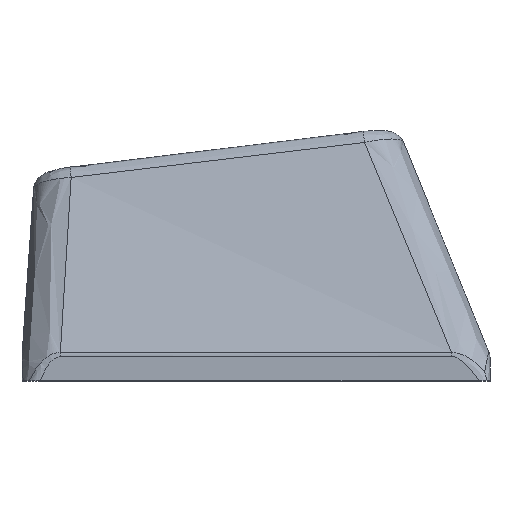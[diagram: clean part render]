
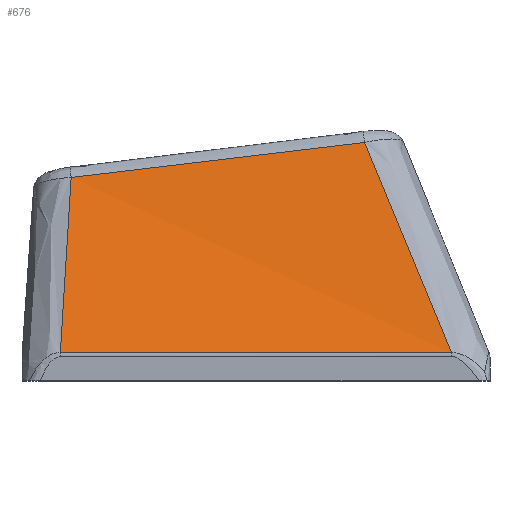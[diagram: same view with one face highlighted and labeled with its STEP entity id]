
A CAD part, top view. The second image highlights one B-rep face of the part: STEP entity #676.
In plain terms, the highlighted free-form (B-spline) face has degree [3, 1] with [6, 2] control points.
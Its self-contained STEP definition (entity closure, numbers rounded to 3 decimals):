
#601=CARTESIAN_POINT('',(-7.11,6.818,6.672));
#602=VERTEX_POINT('',#601);
#603=CARTESIAN_POINT('',(-7.525,0.079,8.973));
#604=VERTEX_POINT('',#603);
#605=CARTESIAN_POINT('',(-7.11,6.818,6.672));
#606=CARTESIAN_POINT('',(-7.111,6.801,6.678));
#607=CARTESIAN_POINT('',(-7.112,6.785,6.684));
#608=CARTESIAN_POINT('',(-7.183,5.59,7.089));
#609=CARTESIAN_POINT('',(-7.255,4.411,7.491));
#610=CARTESIAN_POINT('',(-7.376,2.448,8.162));
#611=CARTESIAN_POINT('',(-7.425,1.662,8.43));
#612=CARTESIAN_POINT('',(-7.492,0.611,8.791));
#613=CARTESIAN_POINT('',(-7.508,0.345,8.882));
#614=CARTESIAN_POINT('',(-7.525,0.079,8.973));
#615=B_SPLINE_CURVE_WITH_KNOTS('',3,(#605,#606,#607,#608,#609,#610,#611,#612,#613,#614),.UNSPECIFIED.,.F.,.U.,
 (4,2,2,2,4),(0.0,0.007,0.532,0.881,1.0),.UNSPECIFIED.);
#616=EDGE_CURVE('n� 2356',#602,#604,#615,.T.);
#617=ORIENTED_EDGE('',*,*,#616,.T.);
#618=CARTESIAN_POINT('',(7.521,0.068,8.981));
#619=VERTEX_POINT('',#618);
#620=CARTESIAN_POINT('',(-7.525,0.079,8.973));
#621=CARTESIAN_POINT('',(-5.872,0.077,8.974));
#622=CARTESIAN_POINT('',(-4.219,0.076,8.975));
#623=CARTESIAN_POINT('',(-0.885,0.073,8.977));
#624=CARTESIAN_POINT('',(0.796,0.072,8.978));
#625=CARTESIAN_POINT('',(4.158,0.07,8.979));
#626=CARTESIAN_POINT('',(5.84,0.069,8.98));
#627=CARTESIAN_POINT('',(7.521,0.068,8.981));
#628=B_SPLINE_CURVE_WITH_KNOTS('',3,(#620,#621,#622,#623,#624,#625,#626,#627),.UNSPECIFIED.,.F.,.U.,
 (4,2,2,4),(0.0,0.33,0.665,1.0),.UNSPECIFIED.);
#629=EDGE_CURVE('n� 2927',#604,#619,#628,.T.);
#630=ORIENTED_EDGE('',*,*,#629,.T.);
#631=CARTESIAN_POINT('',(4.174,8.162,6.65));
#632=VERTEX_POINT('',#631);
#633=CARTESIAN_POINT('',(7.521,0.068,8.981));
#634=CARTESIAN_POINT('',(7.483,0.159,8.954));
#635=CARTESIAN_POINT('',(7.446,0.25,8.928));
#636=CARTESIAN_POINT('',(6.948,1.457,8.582));
#637=CARTESIAN_POINT('',(6.488,2.572,8.262));
#638=CARTESIAN_POINT('',(5.72,4.431,7.727));
#639=CARTESIAN_POINT('',(5.413,5.174,7.513));
#640=CARTESIAN_POINT('',(4.797,6.66,7.085));
#641=CARTESIAN_POINT('',(4.49,7.403,6.87));
#642=CARTESIAN_POINT('',(4.179,8.151,6.653));
#643=CARTESIAN_POINT('',(4.177,8.157,6.652));
#644=CARTESIAN_POINT('',(4.174,8.162,6.65));
#645=B_SPLINE_CURVE_WITH_KNOTS('',3,(#633,#634,#635,#636,#637,#638,#639,#640,#641,#642,
    #643,#644),.UNSPECIFIED.,.F.,.U.,
 (4,2,2,2,2,4),(0.0,0.034,0.447,0.722,0.998,1.0),.UNSPECIFIED.);
#646=EDGE_CURVE('n� 2856',#619,#632,#645,.T.);
#647=ORIENTED_EDGE('',*,*,#646,.T.);
#648=CARTESIAN_POINT('',(4.174,8.162,6.65));
#649=CARTESIAN_POINT('',(3.929,8.133,6.651));
#650=CARTESIAN_POINT('',(3.683,8.103,6.651));
#651=CARTESIAN_POINT('',(1.796,7.877,6.654));
#652=CARTESIAN_POINT('',(0.153,7.681,6.658));
#653=CARTESIAN_POINT('',(-3.131,7.29,6.664));
#654=CARTESIAN_POINT('',(-4.774,7.095,6.667));
#655=CARTESIAN_POINT('',(-6.647,6.873,6.671));
#656=CARTESIAN_POINT('',(-6.878,6.845,6.672));
#657=CARTESIAN_POINT('',(-7.11,6.818,6.672));
#658=B_SPLINE_CURVE_WITH_KNOTS('',3,(#648,#649,#650,#651,#652,#653,#654,#655,#656,#657),.UNSPECIFIED.,.F.,.U.,
 (4,2,2,2,4),(0.0,0.065,0.502,0.939,1.0),.UNSPECIFIED.);
#659=EDGE_CURVE('n� 2331',#632,#602,#658,.T.);
#660=ORIENTED_EDGE('',*,*,#659,.T.);
#661=EDGE_LOOP('',(#617,#630,#647,#660));
#662=FACE_OUTER_BOUND('',#661,.T.);
#663=CARTESIAN_POINT('',(-9.0,0.0,9.0));
#664=CARTESIAN_POINT('',(-8.502,7.151,6.5));
#665=CARTESIAN_POINT('',(-6.0,0.0,9.0));
#666=CARTESIAN_POINT('',(-6.186,7.435,6.5));
#667=CARTESIAN_POINT('',(-3.0,0.0,9.0));
#668=CARTESIAN_POINT('',(-3.87,7.72,6.5));
#669=CARTESIAN_POINT('',(3.0,0.0,9.0));
#670=CARTESIAN_POINT('',(0.762,8.288,6.5));
#671=CARTESIAN_POINT('',(6.0,0.0,9.0));
#672=CARTESIAN_POINT('',(3.078,8.573,6.5));
#673=CARTESIAN_POINT('',(9.0,0.0,9.0));
#674=CARTESIAN_POINT('',(5.394,8.857,6.5));
#675=B_SPLINE_SURFACE_WITH_KNOTS('',3,1,((#663,#664),(#665,#666),(#667,#668),(#669,#670),(#671,#672),(#673,#674)),.UNSPECIFIED.,.F.,.F.,.U.,
 (4,2,4),(2,2),(0.0,0.5,1.0),(0.0,1.0),.UNSPECIFIED.);
#676=ADVANCED_FACE('n� 39',(#662),#675,.T.);
